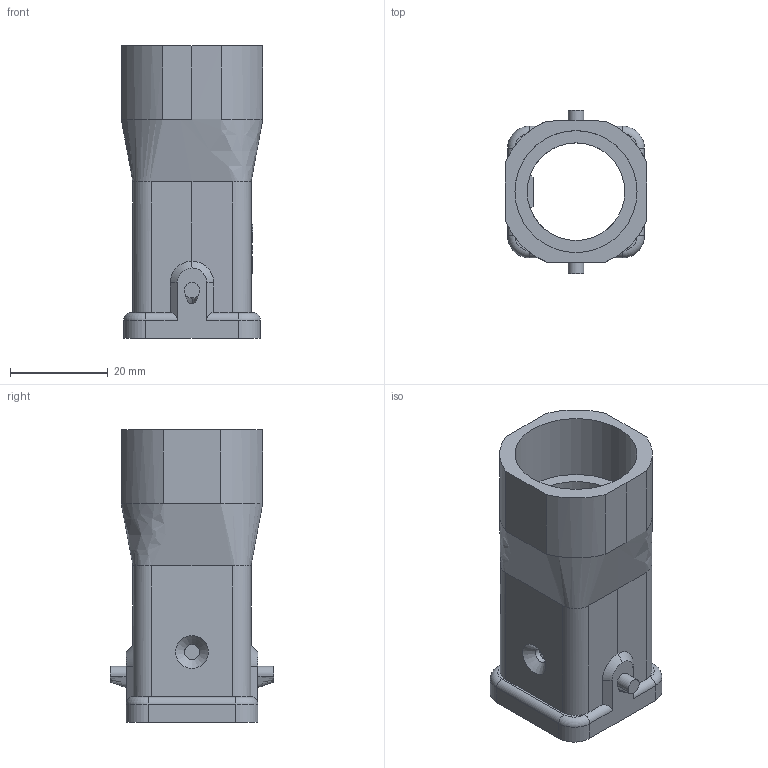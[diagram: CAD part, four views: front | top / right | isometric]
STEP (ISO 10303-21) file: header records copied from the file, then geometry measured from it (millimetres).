
FILE_DESCRIPTION(/* description */ (''),/* implementation_level */ '2;1');
FILE_NAME(/* name */ '100665099ugm000_d.stp',/* time_stamp */ '2020-05-19T13:56:19+02:00',/* author */ (''),/* organization */ (''),/* preprocessor_version */ 'ST-DEVELOPER v16.7',/* originating_system */ 'SIEMENS PLM Software NX 12.0',/* authorisation */ '');
FILE_SCHEMA (('AUTOMOTIVE_DESIGN { 1 0 10303 214 3 1 1 1 }'));
Length unit declared in the file: millimetre
Products named in the file (1): 100665099ugm000_d
Bounding box: 29 x 33.4 x 59.85 mm (x, y, z)
Volume: 11359.2 mm3; surface area: 11700.5 mm2
Topology: 1 solids, 1 shells, 195 faces, 506 edges, 333 vertices
Faces by surface type: plane 141, cylinder 30, bspline 10, extrusion 9, torus 4, cone 1
Full cylindrical faces by diameter (mm): 0.753 x1, 0.986 x1, 3.1 x1, 20 x1, 25 x1
Entity records: 7689 total; most frequent: CARTESIAN_POINT 2395, ORIENTED_EDGE 988, DIRECTION 848, EDGE_CURVE 494, VECTOR 364, LINE 355, VERTEX_POINT 327, AXIS2_PLACEMENT_3D 242
